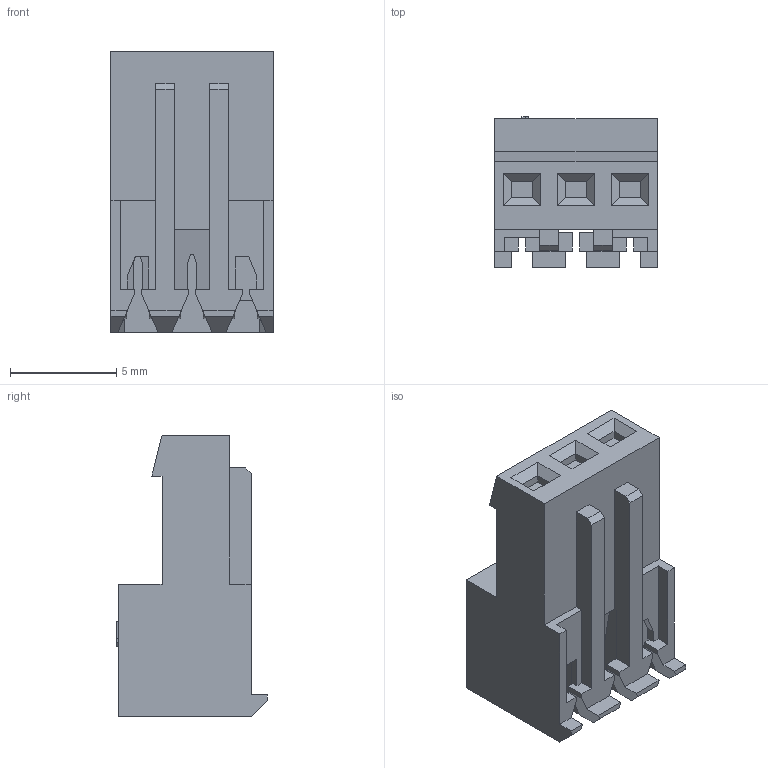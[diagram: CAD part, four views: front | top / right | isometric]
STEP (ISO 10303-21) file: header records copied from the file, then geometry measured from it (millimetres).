
FILE_DESCRIPTION(('STEP AP242'),'1');
FILE_NAME('3-640441-3.stp','2023-01-10T12:48:48',('TraceParts'),('TraceParts S.A.'),'Spatial InterOp 3D',' ',' ');
FILE_SCHEMA(('AP242_MANAGED_MODEL_BASED_3D_ENGINEERING_MIM_LF {1 0 10303 442 1 1 4}'));
Length unit declared in the file: millimetre
Products named in the file (1): 3-640441-3
Bounding box: 7.62 x 7.09 x 13.21 mm (x, y, z)
Volume: 337.9 mm3; surface area: 806.4 mm2
Topology: 1 solids, 1 shells, 307 faces, 878 edges, 576 vertices
Faces by surface type: plane 283, cylinder 24
Entity records: 9847 total; most frequent: CARTESIAN_POINT 1762, ORIENTED_EDGE 1756, DIRECTION 1542, EDGE_CURVE 878, LINE 830, VECTOR 830, VERTEX_POINT 576, AXIS2_PLACEMENT_3D 356
